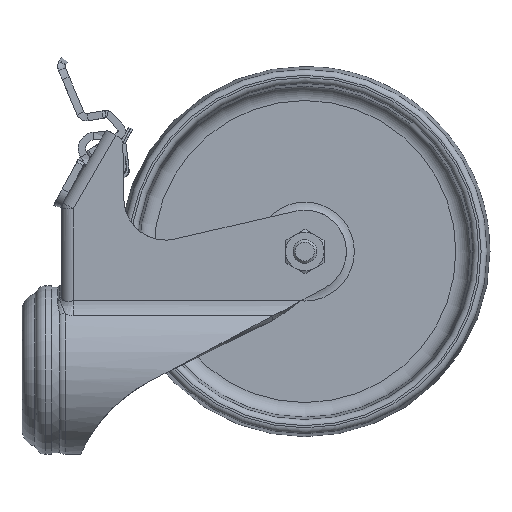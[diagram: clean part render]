
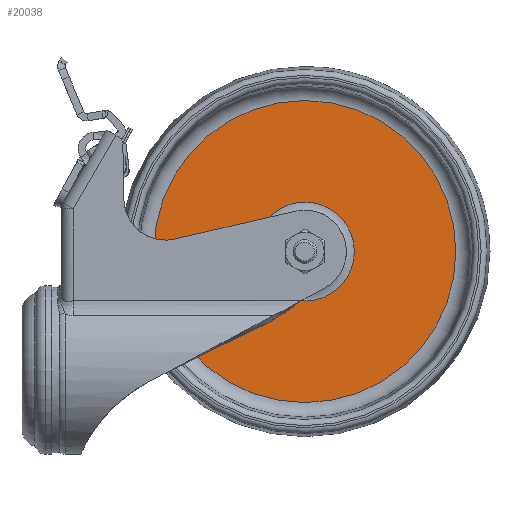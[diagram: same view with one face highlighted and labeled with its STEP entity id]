
A CAD part, left-side view. The second image highlights one B-rep face of the part: STEP entity #20038.
In plain terms, the highlighted planar face has unit normal (-1, 0, 0).
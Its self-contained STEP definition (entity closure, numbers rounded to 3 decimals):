
#3799=PLANE($,#21940);
#3966=FACE_BOUND($,#6270,.T.);
#5080=FACE_OUTER_BOUND($,#6269,.T.);
#6269=EDGE_LOOP($,(#17442));
#6270=EDGE_LOOP($,(#17443));
#7162=CIRCLE($,#21909,50.98);
#7164=CIRCLE($,#21912,16.704);
#8940=VERTEX_POINT($,#46551);
#8942=VERTEX_POINT($,#46556);
#11771=EDGE_CURVE($,#8940,#8940,#7162,.T.);
#11773=EDGE_CURVE($,#8942,#8942,#7164,.T.);
#17442=ORIENTED_EDGE($,*,*,#11771,.T.);
#17443=ORIENTED_EDGE($,*,*,#11773,.F.);
#20038=ADVANCED_FACE($,(#5080,#3966),#3799,.F.);
#21909=AXIS2_PLACEMENT_3D($,#46552,#26862,#26863);
#21912=AXIS2_PLACEMENT_3D($,#46557,#26868,#26869);
#21940=AXIS2_PLACEMENT_3D($,#46599,#26924,#26925);
#26862=DIRECTION('center_axis',(-1.,0.,0.));
#26863=DIRECTION('ref_axis',(0.,0.,1.));
#26868=DIRECTION('center_axis',(-1.,0.,0.));
#26869=DIRECTION('ref_axis',(0.,0.,1.));
#26924=DIRECTION('center_axis',(1.,0.,0.));
#26925=DIRECTION('ref_axis',(0.,0.,-1.));
#46551=CARTESIAN_POINT('',(-3.,-95.5,90.98));
#46552=CARTESIAN_POINT('Origin',(-3.,-95.5,40.));
#46556=CARTESIAN_POINT('',(-3.,-95.5,56.704));
#46557=CARTESIAN_POINT('Origin',(-3.,-95.5,40.));
#46599=CARTESIAN_POINT('Origin',(-3.,-44.52,40.));
